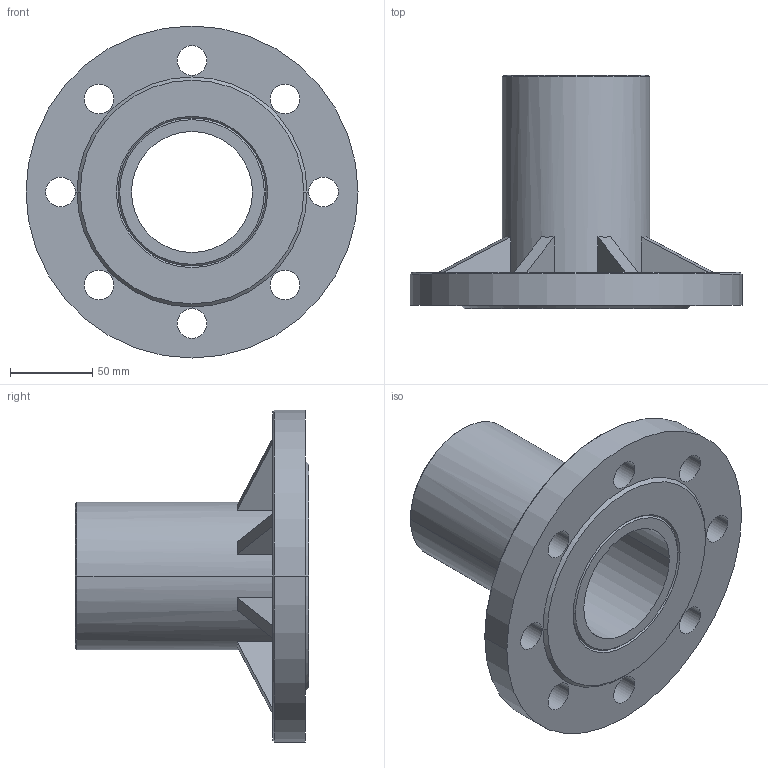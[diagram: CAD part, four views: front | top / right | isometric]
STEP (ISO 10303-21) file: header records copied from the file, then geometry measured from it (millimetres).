
FILE_DESCRIPTION( ( '' ), '1' );
FILE_NAME( 'FDEL11-090.stp', '2015-09-09T11:45:13', ( '' ), ( '' ), ' ', ' ', ' ' );
FILE_SCHEMA( ( 'automotive_design' ) );
Length unit declared in the file: millimetre
Products named in the file (1): 1
Bounding box: 202 x 142 x 202 mm (x, y, z)
Volume: 819814.8 mm3; surface area: 146618.5 mm2
Topology: 1 solids, 1 shells, 61 faces, 162 edges, 106 vertices
Faces by surface type: plane 29, cylinder 22, cone 10
Entity records: 3810 total; most frequent: DIRECTION 360, STYLED_ITEM 330, PRESENTATION_STYLE_ASSIGNMENT 330, CARTESIAN_POINT 330, COLOUR_RGB 330, ORIENTED_EDGE 324, EDGE_CURVE 162, CURVE_STYLE 162
